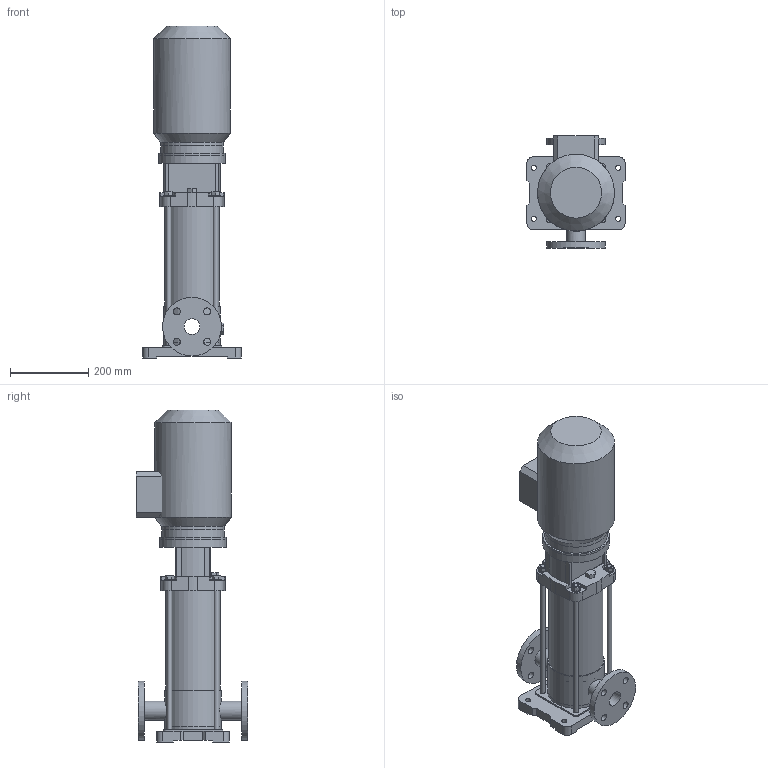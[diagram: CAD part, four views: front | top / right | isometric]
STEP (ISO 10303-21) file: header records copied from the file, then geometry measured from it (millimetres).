
FILE_DESCRIPTION(/* description */ ('-'),/* implementation_level */ '2;1');
FILE_NAME(/* name */ 'EV 10-8 F',/* time_stamp */ '2017-11-15T14:35:31+01:00',/* author */ ('Simonelli M.'),/* organization */ ('Franklin Electric'),/* preprocessor_version */ 'ST-DEVELOPER v16.7',/* originating_system */ 'DEX',/* authorisation */ $);
FILE_SCHEMA (('AUTOMOTIVE_DESIGN {1 0 10303 214 3 1 1}'));
Length unit declared in the file: millimetre
Products named in the file (12): 10 B14; BASE 10; CORPO 10; CAMICIA 1-3-6-10; ADATTATORE CORTO 1-3-6-10; TIRANTE M12; RONDELLA M12; DADO M12; FLANGIA 112; COPRIGIUNTO 1-3-6-10; MEC 100-112 [3 & 4kW] B14 - LAFERT
Assembly tree (20 placements, depth 2):
  10 B14
    BASE 10
    CORPO 10
    CAMICIA 1-3-6-10
    ADATTATORE CORTO 1-3-6-10
    TIRANTE M12  x4
    RONDELLA M12  x4
    DADO M12  x4
    FLANGIA 112
    COPRIGIUNTO 1-3-6-10  x2
    MEC 100-112 [3 & 4kW] B14 - LAFERT
  (unnamed)
Bounding box: 250 x 285 x 846.9 mm (x, y, z)
Volume: 14033754.3 mm3; surface area: 1201084.3 mm2
Topology: 21 solids, 21 shells, 275 faces, 643 edges, 431 vertices
Faces by surface type: plane 185, cylinder 87, cone 3
Full cylindrical faces by diameter (mm): 12 x8, 13 x16, 17 x2, 18 x8, 24 x4, 32 x1, 40 x1, 48 x2, 70 x1, 98 x2, 110 x2, 137 x1, 140 x3, 144 x2, 150 x2, 156 x2, 160 x2, 170 x2, 196 x1
Entity records: 7163 total; most frequent: CARTESIAN_POINT 1772, DIRECTION 1082, ORIENTED_EDGE 912, EDGE_CURVE 456, AXIS2_PLACEMENT_3D 391, VERTEX_POINT 337, EDGE_LOOP 337, FACE_BOUND 337
